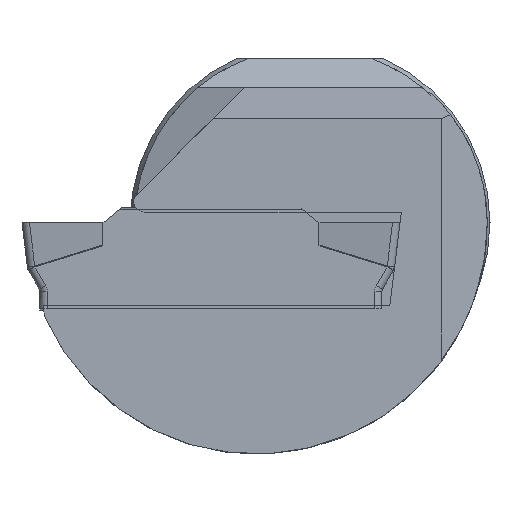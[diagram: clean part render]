
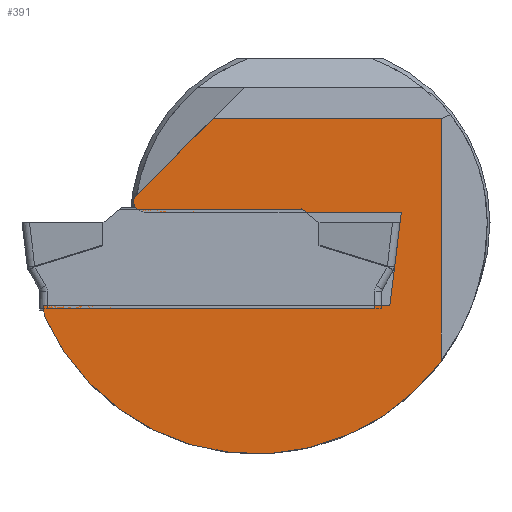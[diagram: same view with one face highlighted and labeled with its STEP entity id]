
A CAD part, left-side view. The second image highlights one B-rep face of the part: STEP entity #391.
In plain terms, the highlighted planar face has unit normal (-1, 0, 0).
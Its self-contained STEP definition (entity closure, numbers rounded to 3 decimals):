
#125=PLANE('',#1454);
#167=LINE('',#2079,#279);
#168=LINE('',#2082,#280);
#169=LINE('',#2086,#281);
#170=LINE('',#2088,#282);
#171=LINE('',#2090,#283);
#172=LINE('',#2094,#284);
#173=LINE('',#2096,#285);
#279=VECTOR('',#1611,1.);
#280=VECTOR('',#1612,1.);
#281=VECTOR('',#1615,1.);
#282=VECTOR('',#1616,1.);
#283=VECTOR('',#1617,1.);
#284=VECTOR('',#1620,1.);
#285=VECTOR('',#1621,1.);
#391=ADVANCED_FACE('',(#478),#125,.T.);
#478=FACE_OUTER_BOUND('',#558,.T.);
#558=EDGE_LOOP('',(#690,#691,#692,#693,#694,#695,#696,#697,#698));
#643=CIRCLE('',#1452,12.85);
#644=CIRCLE('',#1453,0.6);
#690=ORIENTED_EDGE('',*,*,#1231,.T.);
#691=ORIENTED_EDGE('',*,*,#1232,.F.);
#692=ORIENTED_EDGE('',*,*,#1233,.T.);
#693=ORIENTED_EDGE('',*,*,#1234,.F.);
#694=ORIENTED_EDGE('',*,*,#1235,.T.);
#695=ORIENTED_EDGE('',*,*,#1236,.F.);
#696=ORIENTED_EDGE('',*,*,#1237,.T.);
#697=ORIENTED_EDGE('',*,*,#1238,.T.);
#698=ORIENTED_EDGE('',*,*,#1239,.T.);
#1100=VERTEX_POINT('',#2080);
#1101=VERTEX_POINT('',#2081);
#1102=VERTEX_POINT('',#2083);
#1103=VERTEX_POINT('',#2085);
#1104=VERTEX_POINT('',#2087);
#1105=VERTEX_POINT('',#2089);
#1106=VERTEX_POINT('',#2091);
#1107=VERTEX_POINT('',#2093);
#1108=VERTEX_POINT('',#2095);
#1231=EDGE_CURVE('',#1100,#1101,#167,.T.);
#1232=EDGE_CURVE('',#1102,#1101,#168,.T.);
#1233=EDGE_CURVE('',#1102,#1103,#643,.T.);
#1234=EDGE_CURVE('',#1104,#1103,#169,.T.);
#1235=EDGE_CURVE('',#1104,#1105,#170,.T.);
#1236=EDGE_CURVE('',#1106,#1105,#171,.T.);
#1237=EDGE_CURVE('',#1106,#1107,#644,.T.);
#1238=EDGE_CURVE('',#1107,#1108,#172,.T.);
#1239=EDGE_CURVE('',#1108,#1100,#173,.T.);
#1452=AXIS2_PLACEMENT_3D('',#2084,#1613,#1614);
#1453=AXIS2_PLACEMENT_3D('',#2092,#1618,#1619);
#1454=AXIS2_PLACEMENT_3D('',#2097,#1622,#1623);
#1611=DIRECTION('',(0.,1.,0.));
#1612=DIRECTION('',(0.,0.122,0.993));
#1613=DIRECTION('',(-1.,0.,0.));
#1614=DIRECTION('',(0.,0.,1.));
#1615=DIRECTION('',(0.,0.,-1.));
#1616=DIRECTION('',(0.,1.,0.));
#1617=DIRECTION('',(0.,-0.707,0.707));
#1618=DIRECTION('',(-1.,0.,0.));
#1619=DIRECTION('',(0.,1.,0.));
#1620=DIRECTION('',(0.,-1.,0.));
#1621=DIRECTION('',(0.,0.122,-0.993));
#1622=DIRECTION('',(-1.,0.,0.));
#1623=DIRECTION('',(0.,0.,1.));
#2079=CARTESIAN_POINT('',(0.3,16.,-4.593));
#2080=CARTESIAN_POINT('',(0.3,-4.436,-4.593));
#2081=CARTESIAN_POINT('',(0.3,14.825,-4.593));
#2082=CARTESIAN_POINT('',(0.3,15.161,-1.861));
#2083=CARTESIAN_POINT('',(0.3,14.751,-5.201));
#2084=CARTESIAN_POINT('',(0.3,3.,0.));
#2085=CARTESIAN_POINT('',(0.3,-7.3,-7.683));
#2086=CARTESIAN_POINT('',(0.3,-7.3,0.));
#2087=CARTESIAN_POINT('',(0.3,-7.3,5.775));
#2088=CARTESIAN_POINT('',(0.3,0.,5.775));
#2089=CARTESIAN_POINT('',(0.3,5.382,5.775));
#2090=CARTESIAN_POINT('',(0.3,5.578,5.578));
#2091=CARTESIAN_POINT('',(0.3,9.744,1.413));
#2092=CARTESIAN_POINT('',(0.3,9.186,1.193));
#2093=CARTESIAN_POINT('',(0.3,9.186,0.593));
#2094=CARTESIAN_POINT('',(0.3,0.551,0.593));
#2095=CARTESIAN_POINT('',(0.3,-5.073,0.593));
#2096=CARTESIAN_POINT('',(0.3,-4.63,-3.013));
#2097=CARTESIAN_POINT('',(0.3,0.,0.));
